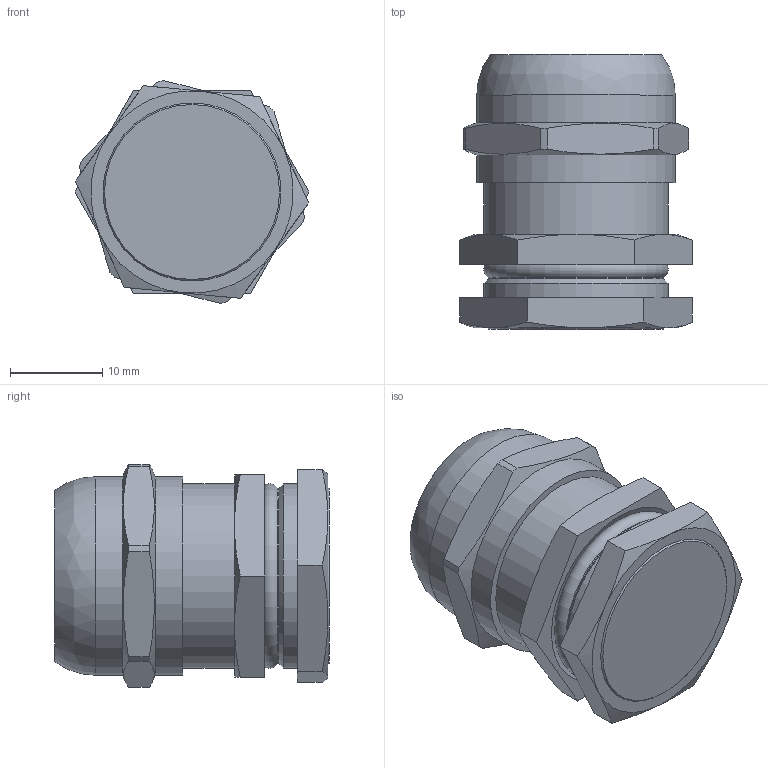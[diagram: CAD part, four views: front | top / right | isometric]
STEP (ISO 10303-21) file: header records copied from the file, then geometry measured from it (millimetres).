
FILE_DESCRIPTION(/* description */ (''),/* implementation_level */ '2;1');
FILE_NAME(/* name */ 'Сборка М20.stp',/* time_stamp */ '2016-07-04T16:38:29+06:00',/* author */ ('zeta-09'),/* organization */ (''),/* preprocessor_version */ 'ST-DEVELOPER v15.6',/* originating_system */ 'Autodesk Inventor 2015',/* authorisation */ '');
FILE_SCHEMA (('AUTOMOTIVE_DESIGN { 1 0 10303 214 3 1 1 }'));
Length unit declared in the file: centimetre
Products named in the file (1): Сборка М20
Bounding box: 25.4 x 29.83 x 24.2 mm (x, y, z)
Volume: 10711.7 mm3; surface area: 3255.8 mm2
Topology: 1 solids, 1 shells, 57 faces, 134 edges, 85 vertices
Faces by surface type: plane 26, cone 17, cylinder 12, torus 1, bspline 1
Full cylindrical faces by diameter (mm): 12.6 x1, 19 x1, 20 x2, 21.6 x2
Entity records: 1572 total; most frequent: CARTESIAN_POINT 353, DIRECTION 236, ORIENTED_EDGE 232, EDGE_CURVE 116, AXIS2_PLACEMENT_3D 100, VERTEX_POINT 79, EDGE_LOOP 75, FACE_OUTER_BOUND 57
